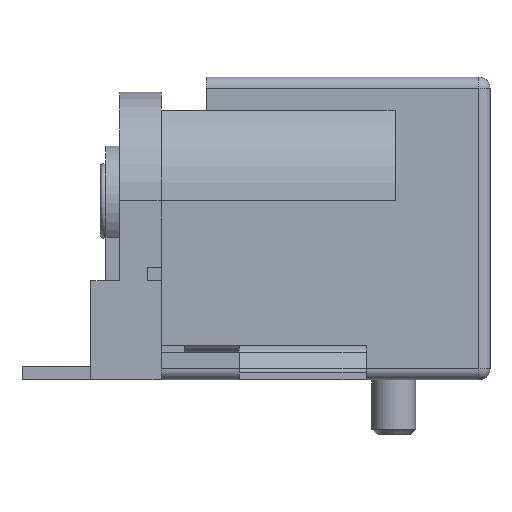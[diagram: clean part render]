
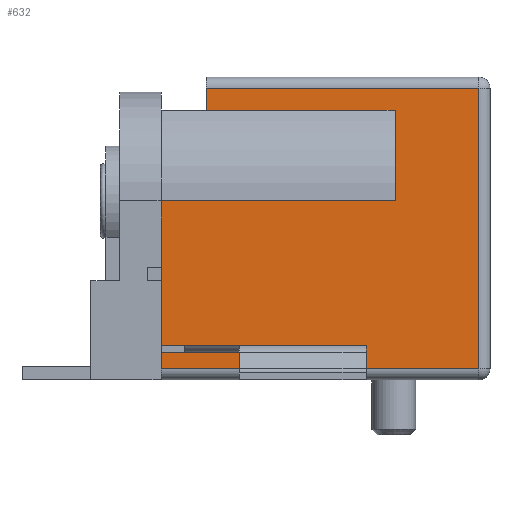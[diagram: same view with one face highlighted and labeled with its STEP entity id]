
A CAD part, left-side view. The second image highlights one B-rep face of the part: STEP entity #632.
In plain terms, the highlighted planar face has unit normal (-1, 0, 0).
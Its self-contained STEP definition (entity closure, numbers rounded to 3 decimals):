
#632 = ADVANCED_FACE( '', ( #1294 ), #1295, .T. );
#1294 = FACE_OUTER_BOUND( '', #2022, .T. );
#1295 = PLANE( '', #2023 );
#2022 = EDGE_LOOP( '', ( #3592, #3593, #3594, #3595, #3596, #3597, #3598, #3599, #3600, #3601, #3602, #3603 ) );
#2023 = AXIS2_PLACEMENT_3D( '', #3604, #3605, #3606 );
#3592 = ORIENTED_EDGE( '', *, *, #5003, .F. );
#3593 = ORIENTED_EDGE( '', *, *, #4988, .T. );
#3594 = ORIENTED_EDGE( '', *, *, #4466, .T. );
#3595 = ORIENTED_EDGE( '', *, *, #5004, .T. );
#3596 = ORIENTED_EDGE( '', *, *, #4682, .T. );
#3597 = ORIENTED_EDGE( '', *, *, #4724, .F. );
#3598 = ORIENTED_EDGE( '', *, *, #5005, .T. );
#3599 = ORIENTED_EDGE( '', *, *, #4881, .T. );
#3600 = ORIENTED_EDGE( '', *, *, #4873, .F. );
#3601 = ORIENTED_EDGE( '', *, *, #4836, .F. );
#3602 = ORIENTED_EDGE( '', *, *, #4618, .F. );
#3603 = ORIENTED_EDGE( '', *, *, #5006, .T. );
#3604 = CARTESIAN_POINT( '', ( -4.5, -5.975, -5.5 ) );
#3605 = DIRECTION( '', ( -1., 0., 0. ) );
#3606 = DIRECTION( '', ( 0., 0., 1. ) );
#4466 = EDGE_CURVE( '', #5315, #5320, #5322, .T. );
#4618 = EDGE_CURVE( '', #5579, #5581, #5582, .T. );
#4682 = EDGE_CURVE( '', #5682, #5680, #5683, .T. );
#4724 = EDGE_CURVE( '', #5749, #5680, #5751, .T. );
#4836 = EDGE_CURVE( '', #5581, #5910, #5914, .T. );
#4873 = EDGE_CURVE( '', #5910, #5969, #5970, .T. );
#4881 = EDGE_CURVE( '', #5980, #5969, #5981, .T. );
#4988 = EDGE_CURVE( '', #6126, #5315, #6129, .F. );
#5003 = EDGE_CURVE( '', #6126, #6150, #6151, .T. );
#5004 = EDGE_CURVE( '', #5320, #5682, #6152, .T. );
#5005 = EDGE_CURVE( '', #5749, #5980, #6153, .T. );
#5006 = EDGE_CURVE( '', #5579, #6150, #6154, .T. );
#5315 = VERTEX_POINT( '', #6536 );
#5320 = VERTEX_POINT( '', #6542 );
#5322 = LINE( '', #6544, #6545 );
#5579 = VERTEX_POINT( '', #6905 );
#5581 = VERTEX_POINT( '', #6908 );
#5582 = LINE( '', #6909, #6910 );
#5680 = VERTEX_POINT( '', #7044 );
#5682 = VERTEX_POINT( '', #7047 );
#5683 = LINE( '', #7048, #7049 );
#5749 = VERTEX_POINT( '', #7143 );
#5751 = LINE( '', #7146, #7147 );
#5910 = VERTEX_POINT( '', #7369 );
#5914 = LINE( '', #7375, #7376 );
#5969 = VERTEX_POINT( '', #7456 );
#5970 = LINE( '', #7457, #7458 );
#5980 = VERTEX_POINT( '', #7472 );
#5981 = LINE( '', #7473, #7474 );
#6126 = VERTEX_POINT( '', #7681 );
#6129 = LINE( '', #7684, #7685 );
#6150 = VERTEX_POINT( '', #7713 );
#6151 = LINE( '', #7714, #7715 );
#6152 = LINE( '', #7716, #7717 );
#6153 = LINE( '', #7718, #7719 );
#6154 = LINE( '', #7720, #7721 );
#6536 = CARTESIAN_POINT( '', ( -4.5, -5.575, -5.1 ) );
#6542 = CARTESIAN_POINT( '', ( -4.5, -5.575, 5.1 ) );
#6544 = CARTESIAN_POINT( '', ( -4.5, -5.575, 5.5 ) );
#6545 = VECTOR( '', #8076, 1000. );
#6905 = CARTESIAN_POINT( '', ( -4.5, -1.475, -4.5 ) );
#6908 = CARTESIAN_POINT( '', ( -4.5, -1.475, -4.25 ) );
#6909 = CARTESIAN_POINT( '', ( -4.5, -1.475, -4.5 ) );
#6910 = VECTOR( '', #8238, 1000. );
#7044 = CARTESIAN_POINT( '', ( -4.5, 4.325, 4.3 ) );
#7047 = CARTESIAN_POINT( '', ( -4.5, 4.325, 5.1 ) );
#7048 = CARTESIAN_POINT( '', ( -4.5, 4.325, 5.5 ) );
#7049 = VECTOR( '', #8315, 1000. );
#7143 = CARTESIAN_POINT( '', ( -4.5, -2.525, 4.3 ) );
#7146 = CARTESIAN_POINT( '', ( -4.5, -2.525, 4.3 ) );
#7147 = VECTOR( '', #8357, 1000. );
#7369 = CARTESIAN_POINT( '', ( -4.5, 5.975, -4.25 ) );
#7375 = CARTESIAN_POINT( '', ( -4.5, -1.475, -4.25 ) );
#7376 = VECTOR( '', #8477, 1000. );
#7456 = CARTESIAN_POINT( '', ( -4.5, 5.975, 1. ) );
#7457 = CARTESIAN_POINT( '', ( -4.5, 5.975, -5.5 ) );
#7458 = VECTOR( '', #8518, 1000. );
#7472 = CARTESIAN_POINT( '', ( -4.5, -2.525, 1. ) );
#7473 = CARTESIAN_POINT( '', ( -4.5, -2.525, 1. ) );
#7474 = VECTOR( '', #8526, 1000. );
#7681 = CARTESIAN_POINT( '', ( -4.5, 5.975, -5.1 ) );
#7684 = CARTESIAN_POINT( '', ( -4.5, -5.975, -5.1 ) );
#7685 = VECTOR( '', #8631, 1000. );
#7713 = CARTESIAN_POINT( '', ( -4.5, 5.975, -4.5 ) );
#7714 = CARTESIAN_POINT( '', ( -4.5, 5.975, -5.5 ) );
#7715 = VECTOR( '', #8645, 1000. );
#7716 = CARTESIAN_POINT( '', ( -4.5, -5.975, 5.1 ) );
#7717 = VECTOR( '', #8646, 1000. );
#7718 = CARTESIAN_POINT( '', ( -4.5, -2.525, 4.3 ) );
#7719 = VECTOR( '', #8647, 1000. );
#7720 = CARTESIAN_POINT( '', ( -4.5, -1.475, -4.5 ) );
#7721 = VECTOR( '', #8648, 1000. );
#8076 = DIRECTION( '', ( 0., 0., 1. ) );
#8238 = DIRECTION( '', ( 0., 0., 1. ) );
#8315 = DIRECTION( '', ( 0., 0., -1. ) );
#8357 = DIRECTION( '', ( 0., 1., 0. ) );
#8477 = DIRECTION( '', ( 0., 1., 0. ) );
#8518 = DIRECTION( '', ( 0., 0., 1. ) );
#8526 = DIRECTION( '', ( 0., 1., 0. ) );
#8631 = DIRECTION( '', ( 0., 1., 0. ) );
#8645 = DIRECTION( '', ( 0., 0., 1. ) );
#8646 = DIRECTION( '', ( 0., 1., 0. ) );
#8647 = DIRECTION( '', ( 0., 0., -1. ) );
#8648 = DIRECTION( '', ( 0., 1., 0. ) );
